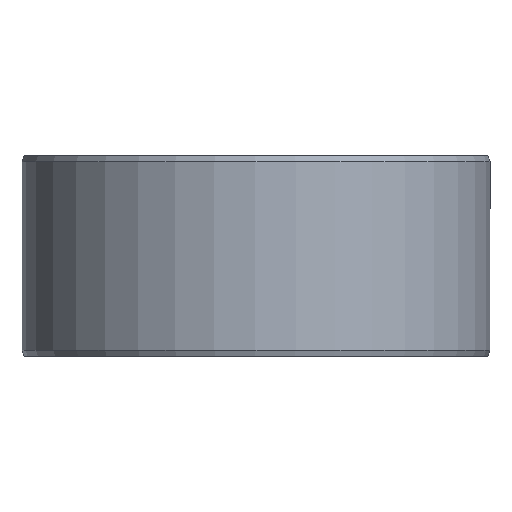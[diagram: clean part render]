
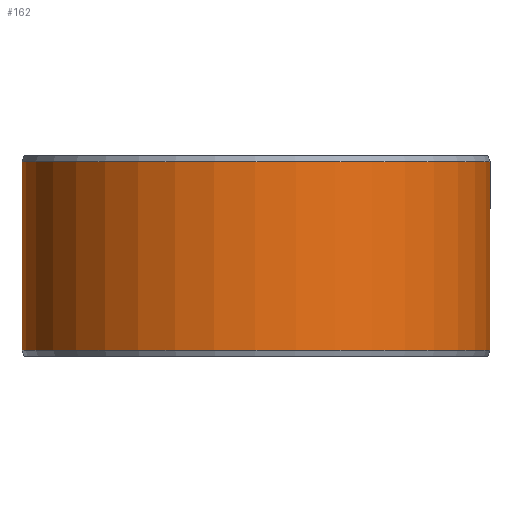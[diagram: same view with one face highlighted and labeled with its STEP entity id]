
A CAD part, front view. The second image highlights one B-rep face of the part: STEP entity #162.
In plain terms, the highlighted cylindrical face has radius 70 mm (diameter 140 mm), a partial arc.
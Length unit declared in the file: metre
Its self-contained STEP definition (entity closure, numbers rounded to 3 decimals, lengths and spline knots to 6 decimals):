
#162=ADVANCED_FACE('',(#185,#186),#187,.T.);
#185=FACE_OUTER_BOUND('',#211,.T.);
#186=FACE_BOUND('',#212,.T.);
#187=CYLINDRICAL_SURFACE('',#213,0.07);
#211=EDGE_LOOP('',(#289,#290,#291,#292));
#212=EDGE_LOOP('',(#293));
#213=AXIS2_PLACEMENT_3D('',#294,#295,#296);
#289=ORIENTED_EDGE('',*,*,#314,.T.);
#290=ORIENTED_EDGE('',*,*,#323,.F.);
#291=ORIENTED_EDGE('',*,*,#309,.F.);
#292=ORIENTED_EDGE('',*,*,#324,.T.);
#293=ORIENTED_EDGE('',*,*,#327,.T.);
#294=CARTESIAN_POINT('',(0.,0.,0.0));
#295=DIRECTION('',(0.,0.0,-1.0));
#296=DIRECTION('',(-1.0,0.0,0.));
#309=EDGE_CURVE('',#341,#342,#343,.T.);
#314=EDGE_CURVE('',#351,#349,#352,.T.);
#323=EDGE_CURVE('',#342,#349,#365,.T.);
#324=EDGE_CURVE('',#341,#351,#366,.T.);
#327=EDGE_CURVE('',#370,#370,#371,.T.);
#341=VERTEX_POINT('',#389);
#342=VERTEX_POINT('',#390);
#343=CIRCLE('',#391,0.07);
#349=VERTEX_POINT('',#399);
#351=VERTEX_POINT('',#402);
#352=CIRCLE('',#403,0.07);
#365=LINE('',#422,#423);
#366=LINE('',#424,#425);
#370=VERTEX_POINT('',#501);
#371=B_SPLINE_CURVE_WITH_KNOTS('',3,(#502,#503,#504,#505,#506,#507,#508,#509,#510,#511,#512,#513,#514,#515,#516,#517,#518,#519,#520,#521,#522,#523,#524,#525,#526,#527,#528,#529,#530,#531,#532,#533,#534,#535,#536,#537,#538,#539,#540,#541,#542,#543,#544,#545,#546,#547,#548,#549,#550,#551,#552,#553,#554,#555,#556,#557,#558,#559,#560,#561,#562,#563,#564,#565,#566,#567,#568,#569,#570,#571,#572,#573),.UNSPECIFIED.,.T.,.F.,(2,2,2,2,2,2,2,2,2,2,2,2,2,2,2,2,2,2,2,2,2,2,2,2,2,2,2,2,2,2,2,2,2,2,2,2,2,2),(-0.000977,0.0,0.000977,0.001466,0.001954,0.002932,0.003909,0.004886,0.005863,0.006841,0.007818,0.008795,0.009772,0.010749,0.011727,0.012704,0.013192,0.013681,0.014658,0.015635,0.016613,0.01759,0.018567,0.019544,0.020522,0.021499,0.022476,0.023453,0.02443,0.024919,0.025408,0.026385,0.027362,0.028339,0.029316,0.030294,0.031271,0.032248),.UNSPECIFIED.);
#389=CARTESIAN_POINT('',(0.001222,0.069989,0.0018));
#390=CARTESIAN_POINT('',(0.,0.07,0.0018));
#391=AXIS2_PLACEMENT_3D('',#587,#588,#589);
#399=CARTESIAN_POINT('',(0.,0.07,0.0582));
#402=CARTESIAN_POINT('',(0.001222,0.069989,0.0582));
#403=AXIS2_PLACEMENT_3D('',#596,#597,#598);
#422=CARTESIAN_POINT('',(0.,0.07,0.0018));
#423=VECTOR('',#611,1.0);
#424=CARTESIAN_POINT('',(0.001222,0.069989,0.0018));
#425=VECTOR('',#612,1.0);
#501=CARTESIAN_POINT('',(0.057273,-0.040246,0.03));
#502=CARTESIAN_POINT('',(0.057273,-0.040246,0.02967));
#503=CARTESIAN_POINT('',(0.057273,-0.040246,0.03033));
#504=CARTESIAN_POINT('',(0.057292,-0.04022,0.030655));
#505=CARTESIAN_POINT('',(0.057347,-0.040142,0.031135));
#506=CARTESIAN_POINT('',(0.05737,-0.040109,0.031293));
#507=CARTESIAN_POINT('',(0.057424,-0.040031,0.031607));
#508=CARTESIAN_POINT('',(0.057456,-0.039985,0.031763));
#509=CARTESIAN_POINT('',(0.057564,-0.03983,0.032218));
#510=CARTESIAN_POINT('',(0.057651,-0.039703,0.032505));
#511=CARTESIAN_POINT('',(0.057857,-0.039403,0.033048));
#512=CARTESIAN_POINT('',(0.057976,-0.039229,0.033305));
#513=CARTESIAN_POINT('',(0.058233,-0.038845,0.033766));
#514=CARTESIAN_POINT('',(0.058373,-0.038636,0.033973));
#515=CARTESIAN_POINT('',(0.058673,-0.038178,0.034339));
#516=CARTESIAN_POINT('',(0.058831,-0.037934,0.034494));
#517=CARTESIAN_POINT('',(0.059155,-0.037427,0.034744));
#518=CARTESIAN_POINT('',(0.059323,-0.03716,0.03484));
#519=CARTESIAN_POINT('',(0.059663,-0.036612,0.034968));
#520=CARTESIAN_POINT('',(0.059832,-0.036335,0.035));
#521=CARTESIAN_POINT('',(0.060168,-0.035775,0.035));
#522=CARTESIAN_POINT('',(0.060337,-0.03549,0.034968));
#523=CARTESIAN_POINT('',(0.06066,-0.034936,0.03484));
#524=CARTESIAN_POINT('',(0.060815,-0.034665,0.034746));
#525=CARTESIAN_POINT('',(0.061112,-0.034138,0.034495));
#526=CARTESIAN_POINT('',(0.061254,-0.033882,0.034339));
#527=CARTESIAN_POINT('',(0.061515,-0.033406,0.033977));
#528=CARTESIAN_POINT('',(0.061635,-0.033184,0.03377));
#529=CARTESIAN_POINT('',(0.061855,-0.032771,0.033304));
#530=CARTESIAN_POINT('',(0.061952,-0.032588,0.033051));
#531=CARTESIAN_POINT('',(0.062078,-0.032347,0.032645));
#532=CARTESIAN_POINT('',(0.062117,-0.032272,0.032505));
#533=CARTESIAN_POINT('',(0.062188,-0.032134,0.032216));
#534=CARTESIAN_POINT('',(0.062221,-0.032071,0.032066));
#535=CARTESIAN_POINT('',(0.062307,-0.031903,0.031612));
#536=CARTESIAN_POINT('',(0.06235,-0.031819,0.0313));
#537=CARTESIAN_POINT('',(0.062409,-0.031704,0.03066));
#538=CARTESIAN_POINT('',(0.062424,-0.031675,0.030328));
#539=CARTESIAN_POINT('',(0.062424,-0.031675,0.029675));
#540=CARTESIAN_POINT('',(0.062409,-0.031703,0.029351));
#541=CARTESIAN_POINT('',(0.062351,-0.031817,0.028706));
#542=CARTESIAN_POINT('',(0.062308,-0.031903,0.02839));
#543=CARTESIAN_POINT('',(0.062194,-0.032124,0.027788));
#544=CARTESIAN_POINT('',(0.062122,-0.032262,0.027498));
#545=CARTESIAN_POINT('',(0.061953,-0.032586,0.02695));
#546=CARTESIAN_POINT('',(0.061856,-0.03277,0.026699));
#547=CARTESIAN_POINT('',(0.061639,-0.033176,0.026237));
#548=CARTESIAN_POINT('',(0.061517,-0.033403,0.026026));
#549=CARTESIAN_POINT('',(0.061256,-0.03388,0.025662));
#550=CARTESIAN_POINT('',(0.061116,-0.034131,0.025509));
#551=CARTESIAN_POINT('',(0.060819,-0.034658,0.025257));
#552=CARTESIAN_POINT('',(0.060661,-0.034934,0.025161));
#553=CARTESIAN_POINT('',(0.060339,-0.035486,0.025033));
#554=CARTESIAN_POINT('',(0.060174,-0.035766,0.025));
#555=CARTESIAN_POINT('',(0.059834,-0.036331,0.025));
#556=CARTESIAN_POINT('',(0.059664,-0.036609,0.025032));
#557=CARTESIAN_POINT('',(0.059412,-0.037017,0.025127));
#558=CARTESIAN_POINT('',(0.059328,-0.037151,0.025166));
#559=CARTESIAN_POINT('',(0.059161,-0.037417,0.025261));
#560=CARTESIAN_POINT('',(0.059077,-0.037549,0.025317));
#561=CARTESIAN_POINT('',(0.058832,-0.037932,0.025505));
#562=CARTESIAN_POINT('',(0.058676,-0.038174,0.025658));
#563=CARTESIAN_POINT('',(0.058377,-0.038628,0.02602));
#564=CARTESIAN_POINT('',(0.058235,-0.038843,0.026231));
#565=CARTESIAN_POINT('',(0.057977,-0.039227,0.026692));
#566=CARTESIAN_POINT('',(0.05786,-0.039398,0.026944));
#567=CARTESIAN_POINT('',(0.057653,-0.0397,0.027489));
#568=CARTESIAN_POINT('',(0.057564,-0.039829,0.02778));
#569=CARTESIAN_POINT('',(0.057422,-0.040035,0.028382));
#570=CARTESIAN_POINT('',(0.057366,-0.040114,0.028696));
#571=CARTESIAN_POINT('',(0.057292,-0.04022,0.029343));
#572=CARTESIAN_POINT('',(0.057273,-0.040246,0.02967));
#573=CARTESIAN_POINT('',(0.057273,-0.040246,0.03033));
#587=CARTESIAN_POINT('',(0.,0.,0.0018));
#588=DIRECTION('',(0.,0.0,-1.0));
#589=DIRECTION('',(-1.0,0.0,0.));
#596=CARTESIAN_POINT('',(0.,0.,0.0582));
#597=DIRECTION('',(0.,0.0,-1.0));
#598=DIRECTION('',(-1.0,0.0,0.));
#611=DIRECTION('',(0.,0.0,1.0));
#612=DIRECTION('',(0.,0.,1.0));
